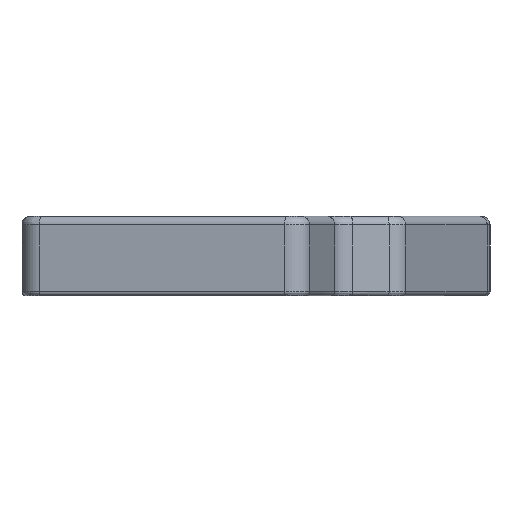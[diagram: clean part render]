
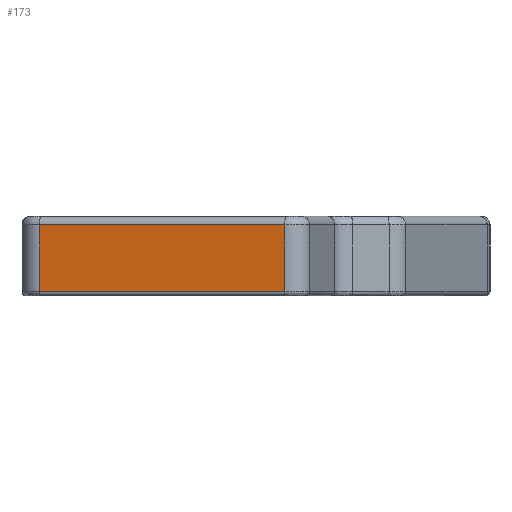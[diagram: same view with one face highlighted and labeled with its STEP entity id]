
A CAD part, left-side view. The second image highlights one B-rep face of the part: STEP entity #173.
In plain terms, the highlighted planar face has unit normal (-0.985, 0.174, 0).
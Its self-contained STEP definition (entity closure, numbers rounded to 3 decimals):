
#173=ADVANCED_FACE('',(#453),#4049,.T.);
#453=FACE_OUTER_BOUND('',#716,.T.);
#716=EDGE_LOOP('',(#1580,#1581,#1582,#1583));
#1580=ORIENTED_EDGE('',*,*,#2516,.F.);
#1581=ORIENTED_EDGE('',*,*,#2515,.T.);
#1582=ORIENTED_EDGE('',*,*,#2514,.T.);
#1583=ORIENTED_EDGE('',*,*,#2598,.F.);
#2514=EDGE_CURVE('',#3660,#3751,#3176,.T.);
#2515=EDGE_CURVE('',#3661,#3660,#3177,.T.);
#2516=EDGE_CURVE('',#3661,#3752,#3178,.T.);
#2598=EDGE_CURVE('',#3752,#3751,#3246,.T.);
#3176=(
BOUNDED_CURVE()
B_SPLINE_CURVE(1,(#6567,#6568),.UNSPECIFIED.,.F.,.F.)
B_SPLINE_CURVE_WITH_KNOTS((2,2),(-16.6,-1.),
 .UNSPECIFIED.)
CURVE()
GEOMETRIC_REPRESENTATION_ITEM()
RATIONAL_B_SPLINE_CURVE((1.,1.))
REPRESENTATION_ITEM('')
);
#3177=(
BOUNDED_CURVE()
B_SPLINE_CURVE(1,(#6569,#6570),.UNSPECIFIED.,.F.,.F.)
B_SPLINE_CURVE_WITH_KNOTS((2,2),(0.,58.144),
 .UNSPECIFIED.)
CURVE()
GEOMETRIC_REPRESENTATION_ITEM()
RATIONAL_B_SPLINE_CURVE((1.,1.))
REPRESENTATION_ITEM('')
);
#3178=(
BOUNDED_CURVE()
B_SPLINE_CURVE(1,(#6571,#6572),.UNSPECIFIED.,.F.,.F.)
B_SPLINE_CURVE_WITH_KNOTS((2,2),(-16.6,-1.),.UNSPECIFIED.)
CURVE()
GEOMETRIC_REPRESENTATION_ITEM()
RATIONAL_B_SPLINE_CURVE((1.,1.))
REPRESENTATION_ITEM('')
);
#3246=(
BOUNDED_CURVE()
B_SPLINE_CURVE(1,(#6771,#6772),.UNSPECIFIED.,.F.,.F.)
B_SPLINE_CURVE_WITH_KNOTS((2,2),(0.,58.144),.UNSPECIFIED.)
CURVE()
GEOMETRIC_REPRESENTATION_ITEM()
RATIONAL_B_SPLINE_CURVE((1.,1.))
REPRESENTATION_ITEM('')
);
#3660=VERTEX_POINT('',#5433);
#3661=VERTEX_POINT('',#5434);
#3751=VERTEX_POINT('',#5524);
#3752=VERTEX_POINT('',#5525);
#4049=PLANE('',#4303);
#4303=AXIS2_PLACEMENT_3D('',#4876,#4525,$);
#4525=DIRECTION('',(-0.985,0.174,0.));
#4876=CARTESIAN_POINT('',(-121.476,59.714,1.));
#5433=CARTESIAN_POINT('',(-121.476,59.714,17.6));
#5434=CARTESIAN_POINT('',(-131.573,2.453,17.6));
#5524=CARTESIAN_POINT('',(-121.476,59.714,2.));
#5525=CARTESIAN_POINT('',(-131.573,2.453,2.));
#6567=CARTESIAN_POINT('',(-121.476,59.714,17.6));
#6568=CARTESIAN_POINT('',(-121.476,59.714,2.));
#6569=CARTESIAN_POINT('',(-131.573,2.453,17.6));
#6570=CARTESIAN_POINT('',(-121.476,59.714,17.6));
#6571=CARTESIAN_POINT('',(-131.573,2.453,17.6));
#6572=CARTESIAN_POINT('',(-131.573,2.453,2.));
#6771=CARTESIAN_POINT('',(-131.573,2.453,2.));
#6772=CARTESIAN_POINT('',(-121.476,59.714,2.));
